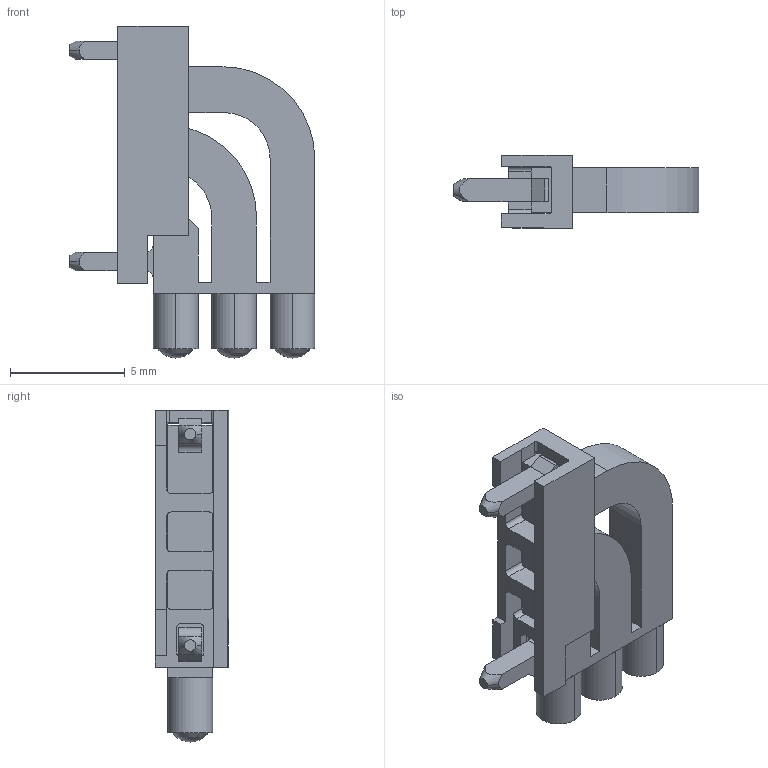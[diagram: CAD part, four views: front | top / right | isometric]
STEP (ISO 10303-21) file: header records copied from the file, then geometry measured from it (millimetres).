
FILE_DESCRIPTION(('CATIA V5 STEP','CAx-IF Rec.Pracs.--- Model Styling and Organization---1.5--- 2016-08-15','CAx-IF Rec.Pracs.---Supplemental Geometry---1.0---2011-11-01','CAx-IF Rec.Pracs.--- Composite Materials ---1.1---2010-07-15'),'2;1');
FILE_NAME('1296.2013.stp','2022-03-01T06:43:25+00:00',('none'),('Volkswagen AG'),'CATIA Version 5-6 Release 2020 SP3 HF9','CATIA V5 STEP AP214 v2','none');
FILE_SCHEMA(('AUTOMOTIVE_DESIGN { 1 0 10303 214 1 1 1 1 }'));
Length unit declared in the file: millimetre
Products named in the file (3): 1296.2013; 1296.5013; 1296.5036.F1
Assembly tree (2 placements, depth 2):
  1296.2013
    1296.5013
    1296.5036.F1
Bounding box: 10.7 x 3.19 x 14.45 mm (x, y, z)
Volume: 175.2 mm3; surface area: 490 mm2
Topology: 2 solids, 2 shells, 146 faces, 412 edges, 262 vertices
Faces by surface type: plane 85, cylinder 44, sphere 6, cone 4, torus 4, bspline 3
Entity records: 4896 total; most frequent: CARTESIAN_POINT 1320, ORIENTED_EDGE 812, DIRECTION 588, EDGE_CURVE 406, VECTOR 262, LINE 262, VERTEX_POINT 262, AXIS2_PLACEMENT_3D 209
